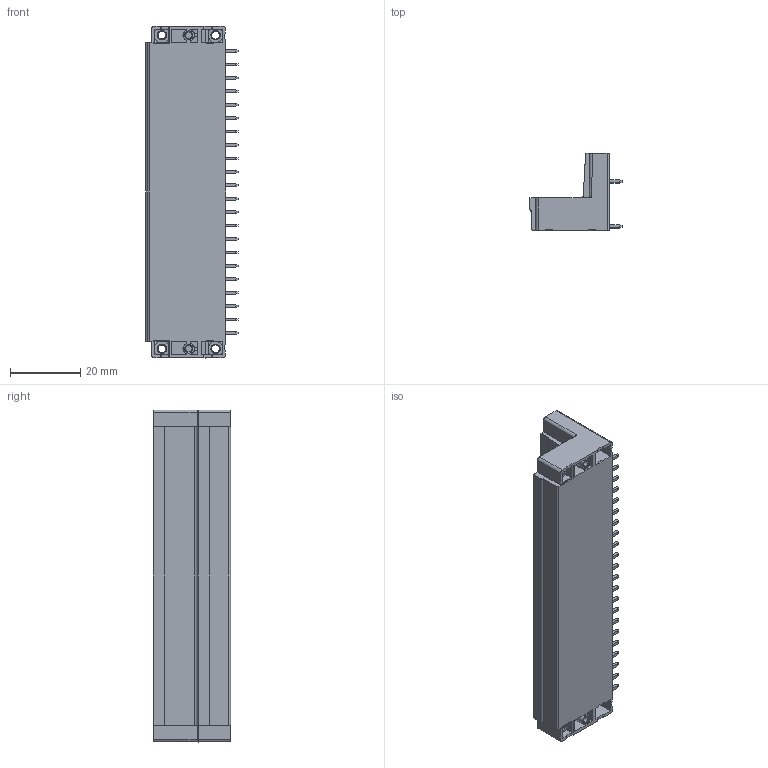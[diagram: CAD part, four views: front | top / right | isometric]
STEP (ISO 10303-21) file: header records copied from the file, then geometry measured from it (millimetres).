
FILE_DESCRIPTION((''),'2;1');
FILE_NAME('TLPHDW-105R-1','2024-09-24T11:11:35',('sheji109'),(''),'CREO PARAMETRIC BY PTC INC, 2018100','CREO PARAMETRIC BY PTC INC, 2018100','');
FILE_SCHEMA(('CONFIG_CONTROL_DESIGN'));
Products named in the file (1): TLPHDW-105R-1
Bounding box: 26.2 x 21.9 x 94.21 mm (x, y, z)
Volume: 20909.4 mm3; surface area: 22457.8 mm2
Topology: 1 solids, 1 shells, 3569 faces, 9651 edges, 6209 vertices
Faces by surface type: plane 2818, cylinder 675, cone 52, sphere 22, bspline 2
Entity records: 110822 total; most frequent: CARTESIAN_POINT 20387, ORIENTED_EDGE 19258, DIRECTION 18000, EDGE_CURVE 9629, VECTOR 7984, LINE 7984, VERTEX_POINT 6209, AXIS2_PLACEMENT_3D 5008
